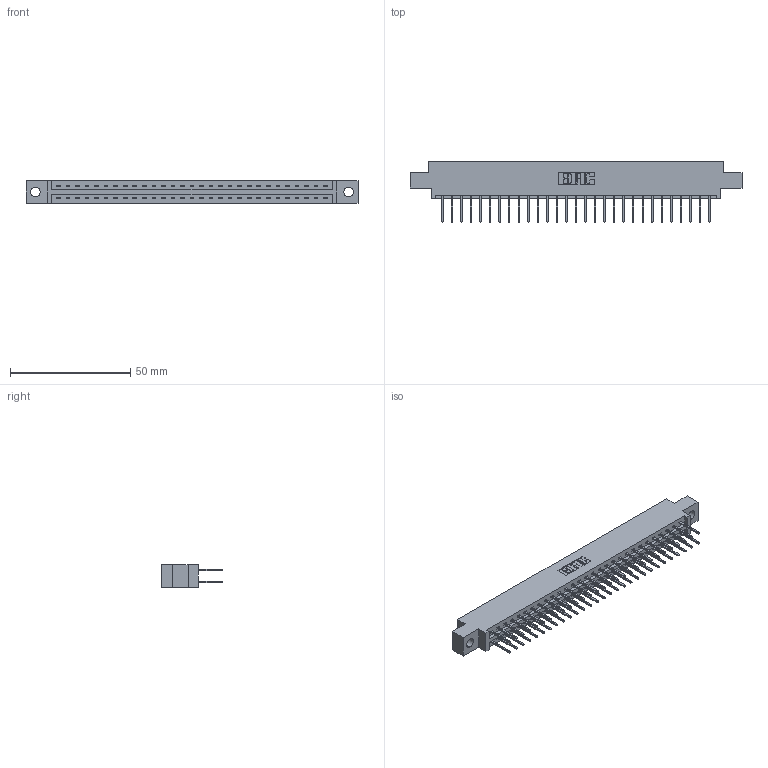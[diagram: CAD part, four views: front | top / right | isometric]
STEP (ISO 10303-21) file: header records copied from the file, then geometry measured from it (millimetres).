
FILE_DESCRIPTION (( 'STEP AP203' ), '1' );
FILE_NAME ('337-058-523-804.STEP', '2019-10-11T20:33:06', ( '' ), ( '' ), 'SwSTEP 2.0', 'SolidWorks 2016', '' );
FILE_SCHEMA (( 'CONFIG_CONTROL_DESIGN' ));
Length unit declared in the file: inch
Products named in the file (3): 337 Part_0.170 Offset - 0.156 Dia-TH; 345-292-001_345-293-123; 337-058-523-804
Assembly tree (59 placements, depth 2):
  337-058-523-804
    337 Part_0.170 Offset - 0.156 Dia-TH
    345-292-001_345-293-123  x58
Bounding box: 137.92 x 25.15 x 9.4 mm (x, y, z)
Volume: 14275.8 mm3; surface area: 16482.7 mm2
Topology: 59 solids, 59 shells, 3250 faces, 9661 edges, 6362 vertices
Faces by surface type: plane 2278, cylinder 972
Entity records: 24319 total; most frequent: CARTESIAN_POINT 4110, ORIENTED_EDGE 4046, DIRECTION 3519, EDGE_CURVE 2023, LINE 1895, VECTOR 1895, VERTEX_POINT 1346, AXIS2_PLACEMENT_3D 812
